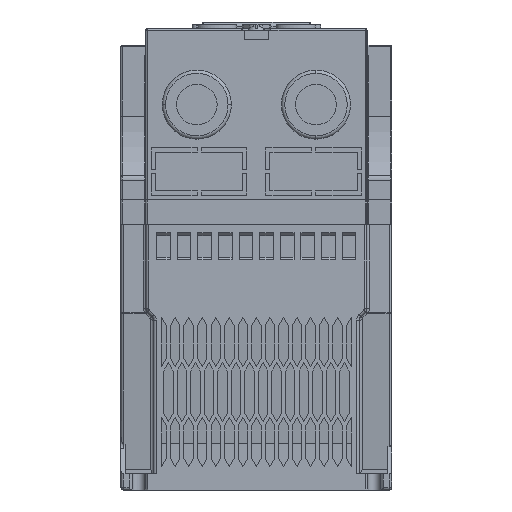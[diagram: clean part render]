
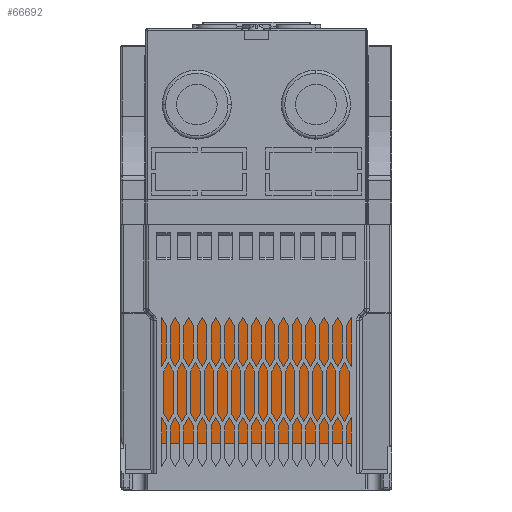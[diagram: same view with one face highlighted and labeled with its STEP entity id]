
A CAD part, front view. The second image highlights one B-rep face of the part: STEP entity #66692.
In plain terms, the highlighted planar face has unit normal (0, -0.994, -0.106).
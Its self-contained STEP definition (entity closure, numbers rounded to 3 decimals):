
#2353 = CARTESIAN_POINT ( 'NONE',  ( -35.86, 5.459, -59.423 ) ) ;
#3314 = VERTEX_POINT ( 'NONE', #51333 ) ;
#4440 = B_SPLINE_CURVE_WITH_KNOTS ( 'NONE', 3,
 ( #76469, #123516, #74954, #64973, #111147, #6120, #41738, #77227, #148337, #20905 ),
 .UNSPECIFIED., .F., .F.,
 ( 4, 3, 3, 4 ),
 ( 0., 0.008, 0.04, 0.047 ),
 .UNSPECIFIED. ) ;
#6120 = CARTESIAN_POINT ( 'NONE',  ( 35.862, 2.872, -35.259 ) ) ;
#7409 = LINE ( 'NONE', #63929, #64964 ) ;
#15906 = ORIENTED_EDGE ( 'NONE', *, *, #35100, .T. ) ;
#17909 = CARTESIAN_POINT ( 'NONE',  ( -35.863, 1.503, -22.468 ) ) ;
#20611 = B_SPLINE_CURVE_WITH_KNOTS ( 'NONE', 3,
 ( #98897, #123568, #17909, #65021, #40280, #87416, #98129, #2353, #109689, #146072 ),
 .UNSPECIFIED., .F., .F.,
 ( 4, 3, 3, 4 ),
 ( 0., 0.008, 0.04, 0.048 ),
 .UNSPECIFIED. ) ;
#20905 = CARTESIAN_POINT ( 'NONE',  ( 35.857, 0.938, -17.199 ) ) ;
#21036 = VERTEX_POINT ( 'NONE', #113226 ) ;
#22639 = DIRECTION ( 'NONE',  ( 0., -0.994, -0.106 ) ) ;
#25932 = CARTESIAN_POINT ( 'NONE',  ( -35.859, 5.995, -64.425 ) ) ;
#27996 = CARTESIAN_POINT ( 'NONE',  ( 35.857, 0.938, -17.199 ) ) ;
#31864 = EDGE_CURVE ( 'NONE', #99066, #21036, #7409, .T. ) ;
#33766 = DIRECTION ( 'NONE',  ( 1., 0., 0. ) ) ;
#35100 = EDGE_CURVE ( 'NONE', #3314, #99066, #20611, .T. ) ;
#40280 = CARTESIAN_POINT ( 'NONE',  ( -35.862, 2.92, -35.71 ) ) ;
#41738 = CARTESIAN_POINT ( 'NONE',  ( 35.862, 1.736, -24.653 ) ) ;
#43445 = CARTESIAN_POINT ( 'NONE',  ( -49., 5.995, -64.425 ) ) ;
#51333 = CARTESIAN_POINT ( 'NONE',  ( -35.857, 0.938, -17.199 ) ) ;
#55264 = ORIENTED_EDGE ( 'NONE', *, *, #31864, .T. ) ;
#63929 = CARTESIAN_POINT ( 'NONE',  ( -49., 5.995, -64.425 ) ) ;
#64964 = VECTOR ( 'NONE', #76976, 1000. ) ;
#64973 = CARTESIAN_POINT ( 'NONE',  ( 35.86, 5.143, -56.471 ) ) ;
#65021 = CARTESIAN_POINT ( 'NONE',  ( -35.862, 1.785, -25.104 ) ) ;
#66692 = ADVANCED_FACE ( 'NONE', ( #102835 ), #92812, .T. ) ;
#68577 = LINE ( 'NONE', #114763, #81095 ) ;
#68877 = ORIENTED_EDGE ( 'NONE', *, *, #118300, .F. ) ;
#74954 = CARTESIAN_POINT ( 'NONE',  ( 35.86, 5.427, -59.122 ) ) ;
#76469 = CARTESIAN_POINT ( 'NONE',  ( 35.859, 5.995, -64.425 ) ) ;
#76976 = DIRECTION ( 'NONE',  ( 1., 0., 0. ) ) ;
#77227 = CARTESIAN_POINT ( 'NONE',  ( 35.863, 1.47, -22.167 ) ) ;
#81095 = VECTOR ( 'NONE', #33766, 1000. ) ;
#82536 = VERTEX_POINT ( 'NONE', #27996 ) ;
#87416 = CARTESIAN_POINT ( 'NONE',  ( -35.861, 4.056, -46.316 ) ) ;
#91285 = AXIS2_PLACEMENT_3D ( 'NONE', #43445, #22639, #127535 ) ;
#92218 = EDGE_LOOP ( 'NONE', ( #68877, #15906, #55264, #94062 ) ) ;
#92812 = PLANE ( 'NONE',  #91285 ) ;
#94062 = ORIENTED_EDGE ( 'NONE', *, *, #139621, .T. ) ;
#98129 = CARTESIAN_POINT ( 'NONE',  ( -35.86, 5.191, -56.923 ) ) ;
#98897 = CARTESIAN_POINT ( 'NONE',  ( -35.857, 0.938, -17.199 ) ) ;
#99066 = VERTEX_POINT ( 'NONE', #25932 ) ;
#102835 = FACE_OUTER_BOUND ( 'NONE', #92218, .T. ) ;
#109689 = CARTESIAN_POINT ( 'NONE',  ( -35.86, 5.727, -61.924 ) ) ;
#111147 = CARTESIAN_POINT ( 'NONE',  ( 35.861, 4.007, -45.865 ) ) ;
#113226 = CARTESIAN_POINT ( 'NONE',  ( 35.859, 5.995, -64.425 ) ) ;
#114763 = CARTESIAN_POINT ( 'NONE',  ( 0., 0.939, -17.2 ) ) ;
#118300 = EDGE_CURVE ( 'NONE', #3314, #82536, #68577, .T. ) ;
#123516 = CARTESIAN_POINT ( 'NONE',  ( 35.86, 5.711, -61.774 ) ) ;
#123568 = CARTESIAN_POINT ( 'NONE',  ( -35.863, 1.22, -19.833 ) ) ;
#127535 = DIRECTION ( 'NONE',  ( 0., 0.106, -0.994 ) ) ;
#139621 = EDGE_CURVE ( 'NONE', #21036, #82536, #4440, .T. ) ;
#146072 = CARTESIAN_POINT ( 'NONE',  ( -35.859, 5.995, -64.425 ) ) ;
#148337 = CARTESIAN_POINT ( 'NONE',  ( 35.863, 1.204, -19.682 ) ) ;
